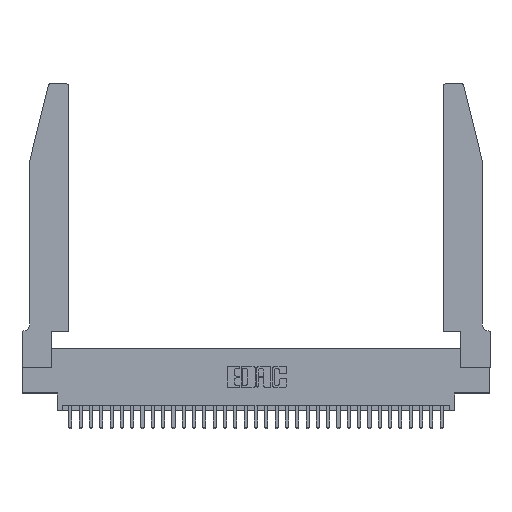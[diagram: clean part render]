
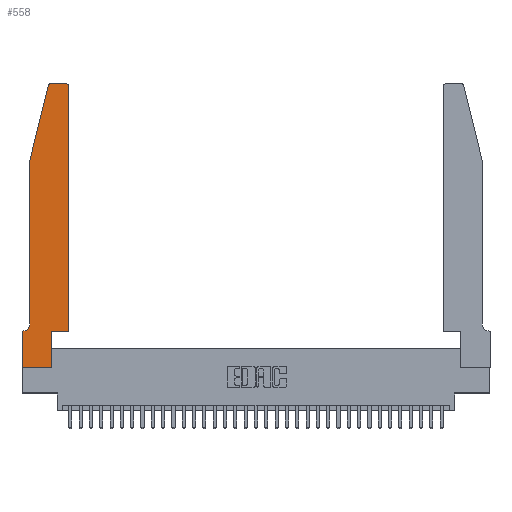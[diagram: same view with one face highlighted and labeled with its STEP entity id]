
A CAD part, top view. The second image highlights one B-rep face of the part: STEP entity #558.
In plain terms, the highlighted planar face has unit normal (0, 0, 1).
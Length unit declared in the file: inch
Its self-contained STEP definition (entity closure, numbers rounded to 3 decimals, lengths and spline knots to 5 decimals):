
#19 = CARTESIAN_POINT ( 'NONE',  ( 0., 0., 0.37 ) ) ;
#558 = ADVANCED_FACE ( 'NONE', ( #15497 ), #10789, .T. ) ;
#1282 = VERTEX_POINT ( 'NONE', #3139 ) ;
#1684 = CARTESIAN_POINT ( 'NONE',  ( 0., 0., 0.37 ) ) ;
#1935 = CARTESIAN_POINT ( 'NONE',  ( 0.4505, 0.35, 0.37 ) ) ;
#2169 = ORIENTED_EDGE ( 'NONE', *, *, #18943, .T. ) ;
#2205 = VERTEX_POINT ( 'NONE', #19978 ) ;
#2218 = ORIENTED_EDGE ( 'NONE', *, *, #18740, .T. ) ;
#2598 = EDGE_CURVE ( 'NONE', #9622, #16941, #15012, .T. ) ;
#3139 = CARTESIAN_POINT ( 'NONE',  ( 0.25487, 2.72718, 0.37 ) ) ;
#3791 = LINE ( 'NONE', #5377, #16284 ) ;
#4683 = DIRECTION ( 'NONE',  ( 0., 1., 0. ) ) ;
#4715 = CARTESIAN_POINT ( 'NONE',  ( 0.4505, 2.72, 0.37 ) ) ;
#4804 = VECTOR ( 'NONE', #23830, 39.37008 ) ;
#4848 = ORIENTED_EDGE ( 'NONE', *, *, #2598, .T. ) ;
#5234 = CARTESIAN_POINT ( 'NONE',  ( 0., 0., 0.37 ) ) ;
#5377 = CARTESIAN_POINT ( 'NONE',  ( 0.2865, 0.35, 0.37 ) ) ;
#5379 = DIRECTION ( 'NONE',  ( 1., 0., 0. ) ) ;
#5425 = VECTOR ( 'NONE', #14516, 39.37008 ) ;
#5637 = LINE ( 'NONE', #7951, #4804 ) ;
#5992 = VECTOR ( 'NONE', #20797, 39.37008 ) ;
#7474 = CARTESIAN_POINT ( 'NONE',  ( 0.284, 2.72, 0.37 ) ) ;
#7599 = VECTOR ( 'NONE', #17682, 39.37008 ) ;
#7660 = ORIENTED_EDGE ( 'NONE', *, *, #27449, .T. ) ;
#7951 = CARTESIAN_POINT ( 'NONE',  ( 0.0755, 2., 0.37 ) ) ;
#8030 = AXIS2_PLACEMENT_3D ( 'NONE', #29449, #13454, #32145 ) ;
#8056 = DIRECTION ( 'NONE',  ( 0., 1., 0. ) ) ;
#8817 = LINE ( 'NONE', #31964, #29234 ) ;
#9332 = DIRECTION ( 'NONE',  ( -1., 0., 0. ) ) ;
#9378 = CIRCLE ( 'NONE', #33657, 0.03 ) ;
#9622 = VERTEX_POINT ( 'NONE', #21456 ) ;
#10114 = DIRECTION ( 'NONE',  ( 1., 0., 0. ) ) ;
#10337 = CARTESIAN_POINT ( 'NONE',  ( 0.4205, 2.75, 0.37 ) ) ;
#10388 = CARTESIAN_POINT ( 'NONE',  ( 0.2865, 0.35, 0.37 ) ) ;
#10484 = ORIENTED_EDGE ( 'NONE', *, *, #17461, .T. ) ;
#10719 = AXIS2_PLACEMENT_3D ( 'NONE', #28859, #12879, #31575 ) ;
#10789 = PLANE ( 'NONE',  #8030 ) ;
#10808 = VERTEX_POINT ( 'NONE', #23343 ) ;
#11045 = ORIENTED_EDGE ( 'NONE', *, *, #31271, .T. ) ;
#11485 = CARTESIAN_POINT ( 'NONE',  ( 0.4205, 2.72, 0.37 ) ) ;
#12119 = ORIENTED_EDGE ( 'NONE', *, *, #22933, .T. ) ;
#12150 = VERTEX_POINT ( 'NONE', #16704 ) ;
#12422 = ORIENTED_EDGE ( 'NONE', *, *, #16155, .T. ) ;
#12879 = DIRECTION ( 'NONE',  ( 0., 0., -1. ) ) ;
#13351 = VECTOR ( 'NONE', #16230, 39.37008 ) ;
#13454 = DIRECTION ( 'NONE',  ( 0., 0., 1. ) ) ;
#13798 = VERTEX_POINT ( 'NONE', #10337 ) ;
#14102 = EDGE_CURVE ( 'NONE', #26576, #13798, #25366, .T. ) ;
#14151 = DIRECTION ( 'NONE',  ( 1., 0., 0. ) ) ;
#14516 = DIRECTION ( 'NONE',  ( -1., 0., 0. ) ) ;
#15012 = LINE ( 'NONE', #19, #13351 ) ;
#15442 = CARTESIAN_POINT ( 'NONE',  ( 0.0755, 2., 0.37 ) ) ;
#15497 = FACE_OUTER_BOUND ( 'NONE', #34204, .T. ) ;
#16027 = VECTOR ( 'NONE', #9332, 39.37008 ) ;
#16155 = EDGE_CURVE ( 'NONE', #20259, #26576, #24785, .T. ) ;
#16230 = DIRECTION ( 'NONE',  ( 0., -1., 0. ) ) ;
#16284 = VECTOR ( 'NONE', #8056, 39.37008 ) ;
#16652 = EDGE_CURVE ( 'NONE', #13798, #2205, #30235, .T. ) ;
#16704 = CARTESIAN_POINT ( 'NONE',  ( 0.0755, 0.42, 0.37 ) ) ;
#16755 = AXIS2_PLACEMENT_3D ( 'NONE', #11485, #30133, #14151 ) ;
#16941 = VERTEX_POINT ( 'NONE', #5234 ) ;
#17380 = CARTESIAN_POINT ( 'NONE',  ( 0.0055, 0.35, 0.37 ) ) ;
#17461 = EDGE_CURVE ( 'NONE', #10808, #12150, #26389, .T. ) ;
#17682 = DIRECTION ( 'NONE',  ( 1., 0., 0. ) ) ;
#17946 = ORIENTED_EDGE ( 'NONE', *, *, #28302, .T. ) ;
#18442 = CARTESIAN_POINT ( 'NONE',  ( 0.2865, 0., 0.37 ) ) ;
#18740 = EDGE_CURVE ( 'NONE', #16941, #32041, #21702, .T. ) ;
#18943 = EDGE_CURVE ( 'NONE', #33143, #20259, #8817, .T. ) ;
#19553 = LINE ( 'NONE', #22395, #5425 ) ;
#19978 = CARTESIAN_POINT ( 'NONE',  ( 0.284, 2.75, 0.37 ) ) ;
#20259 = VERTEX_POINT ( 'NONE', #24575 ) ;
#20797 = DIRECTION ( 'NONE',  ( 0., -1., 0. ) ) ;
#21456 = CARTESIAN_POINT ( 'NONE',  ( 0., 0.35, 0.37 ) ) ;
#21562 = VERTEX_POINT ( 'NONE', #17380 ) ;
#21702 = LINE ( 'NONE', #1684, #7599 ) ;
#22395 = CARTESIAN_POINT ( 'NONE',  ( 0.0755, 0.35, 0.37 ) ) ;
#22483 = EDGE_CURVE ( 'NONE', #1282, #10808, #5637, .T. ) ;
#22933 = EDGE_CURVE ( 'NONE', #12150, #21562, #33138, .T. ) ;
#23343 = CARTESIAN_POINT ( 'NONE',  ( 0.0755, 2., 0.37 ) ) ;
#23830 = DIRECTION ( 'NONE',  ( -0.239, -0.971, 0. ) ) ;
#24575 = CARTESIAN_POINT ( 'NONE',  ( 0.4505, 0.35, 0.37 ) ) ;
#24785 = LINE ( 'NONE', #1935, #31963 ) ;
#25171 = ORIENTED_EDGE ( 'NONE', *, *, #22483, .T. ) ;
#25366 = CIRCLE ( 'NONE', #16755, 0.03 ) ;
#26056 = DIRECTION ( 'NONE',  ( 0., 0., 1. ) ) ;
#26389 = LINE ( 'NONE', #15442, #5992 ) ;
#26576 = VERTEX_POINT ( 'NONE', #4715 ) ;
#27449 = EDGE_CURVE ( 'NONE', #32041, #33143, #3791, .T. ) ;
#27502 = ORIENTED_EDGE ( 'NONE', *, *, #14102, .T. ) ;
#27957 = CARTESIAN_POINT ( 'NONE',  ( 0.2605, 2.75, 0.37 ) ) ;
#28302 = EDGE_CURVE ( 'NONE', #21562, #9622, #19553, .T. ) ;
#28859 = CARTESIAN_POINT ( 'NONE',  ( 0.0055, 0.42, 0.37 ) ) ;
#29234 = VECTOR ( 'NONE', #5379, 39.37008 ) ;
#29449 = CARTESIAN_POINT ( 'NONE',  ( 0., 0.35, 0.37 ) ) ;
#30133 = DIRECTION ( 'NONE',  ( 0., 0., 1. ) ) ;
#30235 = LINE ( 'NONE', #27957, #16027 ) ;
#31271 = EDGE_CURVE ( 'NONE', #2205, #1282, #9378, .T. ) ;
#31575 = DIRECTION ( 'NONE',  ( -1., 0., 0. ) ) ;
#31963 = VECTOR ( 'NONE', #4683, 39.37008 ) ;
#31964 = CARTESIAN_POINT ( 'NONE',  ( 0.4505, 0.35, 0.37 ) ) ;
#32041 = VERTEX_POINT ( 'NONE', #18442 ) ;
#32145 = DIRECTION ( 'NONE',  ( 1., 0., 0. ) ) ;
#33138 = CIRCLE ( 'NONE', #10719, 0.07 ) ;
#33143 = VERTEX_POINT ( 'NONE', #10388 ) ;
#33657 = AXIS2_PLACEMENT_3D ( 'NONE', #7474, #26056, #10114 ) ;
#34204 = EDGE_LOOP ( 'NONE', ( #34406, #11045, #25171, #10484, #12119, #17946, #4848, #2218, #7660, #2169, #12422, #27502 ) ) ;
#34406 = ORIENTED_EDGE ( 'NONE', *, *, #16652, .T. ) ;
